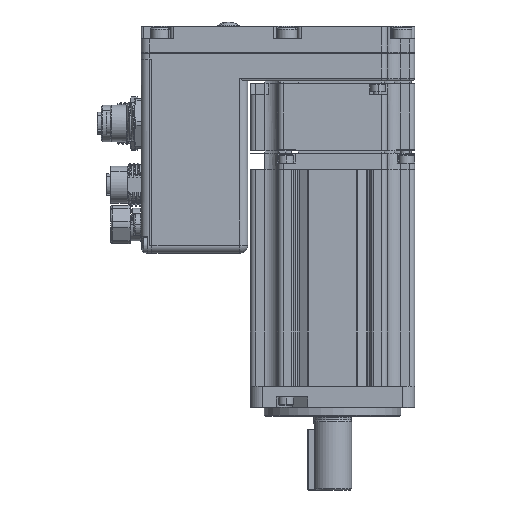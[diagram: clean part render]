
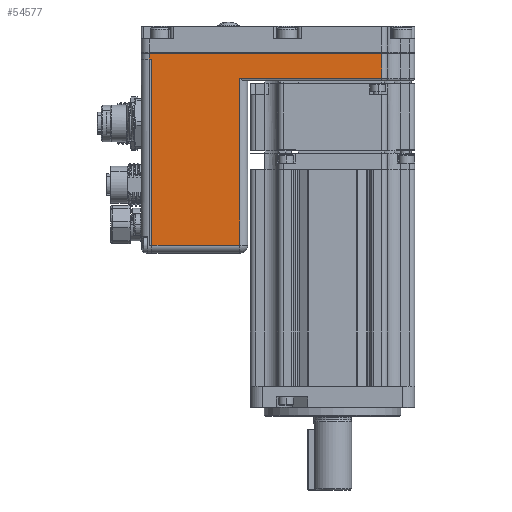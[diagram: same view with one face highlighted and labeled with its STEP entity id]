
A CAD part, front view. The second image highlights one B-rep face of the part: STEP entity #54577.
In plain terms, the highlighted planar face has unit normal (0, -1, 0).
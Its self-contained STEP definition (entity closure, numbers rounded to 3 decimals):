
#262 = VECTOR ( 'NONE', #22621, 1000. ) ;
#1774 = EDGE_CURVE ( 'NONE', #32541, #96114, #71806, .T. ) ;
#2821 = CARTESIAN_POINT ( 'NONE',  ( 5.433, -30.734, 33.5 ) ) ;
#3198 = VECTOR ( 'NONE', #29900, 1000. ) ;
#4658 = CARTESIAN_POINT ( 'NONE',  ( 69.433, -30.734, 94.5 ) ) ;
#4865 = LINE ( 'NONE', #2821, #49305 ) ;
#4909 = PLANE ( 'NONE',  #45034 ) ;
#6310 = VECTOR ( 'NONE', #21500, 1000. ) ;
#7604 = EDGE_CURVE ( 'NONE', #24292, #36074, #62356, .T. ) ;
#7700 = EDGE_LOOP ( 'NONE', ( #76615, #43478, #36965, #34782, #71693, #27298, #56846, #55349 ) ) ;
#8273 = CARTESIAN_POINT ( 'NONE',  ( 5.433, -30.734, 94.5 ) ) ;
#9032 = CARTESIAN_POINT ( 'NONE',  ( 57.433, -30.734, 94.5 ) ) ;
#12190 = CARTESIAN_POINT ( 'NONE',  ( -26.567, -30.734, 91.5 ) ) ;
#12936 = VECTOR ( 'NONE', #59299, 1000. ) ;
#20493 = DIRECTION ( 'NONE',  ( 1., 0., 0. ) ) ;
#21035 = VECTOR ( 'NONE', #86912, 1000. ) ;
#21500 = DIRECTION ( 'NONE',  ( 0., 0., 1. ) ) ;
#21856 = VERTEX_POINT ( 'NONE', #8273 ) ;
#22621 = DIRECTION ( 'NONE',  ( 0., 0., -1. ) ) ;
#24292 = VERTEX_POINT ( 'NONE', #72855 ) ;
#26116 = LINE ( 'NONE', #12190, #6310 ) ;
#27298 = ORIENTED_EDGE ( 'NONE', *, *, #7604, .F. ) ;
#28883 = CARTESIAN_POINT ( 'NONE',  ( 9.433, -30.734, 103.5 ) ) ;
#29072 = DIRECTION ( 'NONE',  ( 0., 1., 0. ) ) ;
#29116 = FACE_OUTER_BOUND ( 'NONE', #7700, .T. ) ;
#29900 = DIRECTION ( 'NONE',  ( 1., 0., 0. ) ) ;
#32482 = CARTESIAN_POINT ( 'NONE',  ( 5.433, -30.734, 103.5 ) ) ;
#32541 = VERTEX_POINT ( 'NONE', #62047 ) ;
#34611 = LINE ( 'NONE', #32482, #21035 ) ;
#34782 = ORIENTED_EDGE ( 'NONE', *, *, #92190, .F. ) ;
#36074 = VERTEX_POINT ( 'NONE', #56042 ) ;
#36662 = CARTESIAN_POINT ( 'NONE',  ( 69.433, -30.734, 103.5 ) ) ;
#36965 = ORIENTED_EDGE ( 'NONE', *, *, #1774, .F. ) ;
#37823 = CARTESIAN_POINT ( 'NONE',  ( 57.433, -30.734, 103.5 ) ) ;
#38910 = VERTEX_POINT ( 'NONE', #83527 ) ;
#39086 = EDGE_CURVE ( 'NONE', #90245, #21856, #34611, .T. ) ;
#43478 = ORIENTED_EDGE ( 'NONE', *, *, #55619, .T. ) ;
#43753 = VECTOR ( 'NONE', #20493, 1000. ) ;
#45034 = AXIS2_PLACEMENT_3D ( 'NONE', #36662, #29072, #84227 ) ;
#47893 = EDGE_CURVE ( 'NONE', #98935, #24292, #26116, .T. ) ;
#49305 = VECTOR ( 'NONE', #73537, 1000. ) ;
#51016 = CARTESIAN_POINT ( 'NONE',  ( -27.567, -30.734, 103.5 ) ) ;
#54577 = ADVANCED_FACE ( 'NONE', ( #29116 ), #4909, .F. ) ;
#55349 = ORIENTED_EDGE ( 'NONE', *, *, #79119, .T. ) ;
#55619 = EDGE_CURVE ( 'NONE', #21856, #96114, #93107, .T. ) ;
#56042 = CARTESIAN_POINT ( 'NONE',  ( -27.567, -30.734, 101.5 ) ) ;
#56846 = ORIENTED_EDGE ( 'NONE', *, *, #47893, .F. ) ;
#59299 = DIRECTION ( 'NONE',  ( -1., 0., 0. ) ) ;
#59544 = LINE ( 'NONE', #51016, #69461 ) ;
#62047 = CARTESIAN_POINT ( 'NONE',  ( 57.433, -30.734, 103.5 ) ) ;
#62356 = LINE ( 'NONE', #99595, #12936 ) ;
#69461 = VECTOR ( 'NONE', #74482, 1000. ) ;
#71693 = ORIENTED_EDGE ( 'NONE', *, *, #100841, .T. ) ;
#71806 = LINE ( 'NONE', #37823, #262 ) ;
#72855 = CARTESIAN_POINT ( 'NONE',  ( -26.567, -30.734, 101.5 ) ) ;
#73537 = DIRECTION ( 'NONE',  ( 1., 0., 0. ) ) ;
#74482 = DIRECTION ( 'NONE',  ( 0., 0., -1. ) ) ;
#76615 = ORIENTED_EDGE ( 'NONE', *, *, #39086, .T. ) ;
#79119 = EDGE_CURVE ( 'NONE', #98935, #90245, #4865, .T. ) ;
#83527 = CARTESIAN_POINT ( 'NONE',  ( -27.567, -30.734, 103.5 ) ) ;
#84227 = DIRECTION ( 'NONE',  ( 0., 0., 1. ) ) ;
#86912 = DIRECTION ( 'NONE',  ( 0., 0., 1. ) ) ;
#87102 = LINE ( 'NONE', #28883, #3198 ) ;
#90245 = VERTEX_POINT ( 'NONE', #90539 ) ;
#90539 = CARTESIAN_POINT ( 'NONE',  ( 5.433, -30.734, 33.5 ) ) ;
#92190 = EDGE_CURVE ( 'NONE', #38910, #32541, #87102, .T. ) ;
#93107 = LINE ( 'NONE', #4658, #43753 ) ;
#94141 = CARTESIAN_POINT ( 'NONE',  ( -26.567, -30.734, 33.5 ) ) ;
#96114 = VERTEX_POINT ( 'NONE', #9032 ) ;
#98935 = VERTEX_POINT ( 'NONE', #94141 ) ;
#99595 = CARTESIAN_POINT ( 'NONE',  ( 34.261, -30.734, 101.5 ) ) ;
#100841 = EDGE_CURVE ( 'NONE', #38910, #36074, #59544, .T. ) ;
